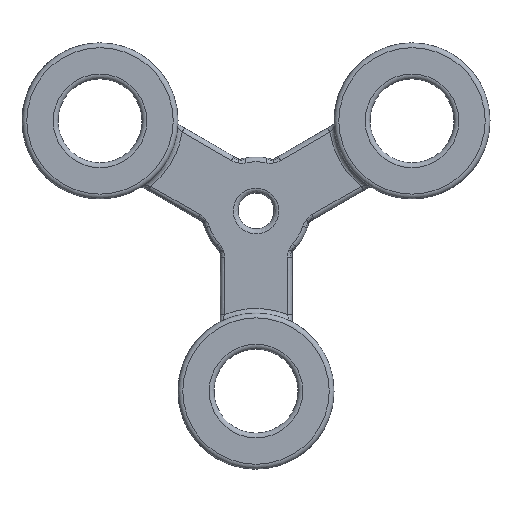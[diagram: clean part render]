
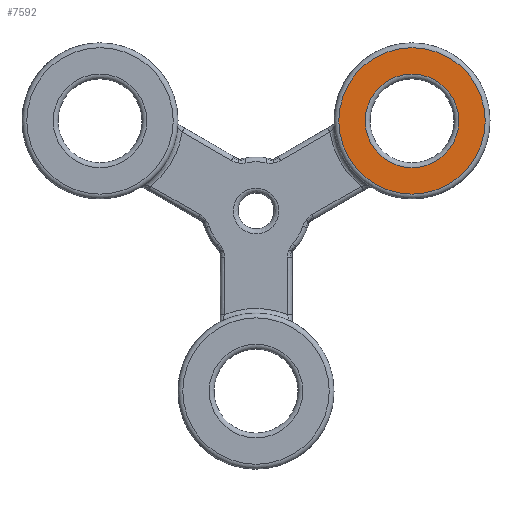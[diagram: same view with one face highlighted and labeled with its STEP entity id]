
A CAD part, front view. The second image highlights one B-rep face of the part: STEP entity #7592.
In plain terms, the highlighted planar face has unit normal (0, -1, 0).
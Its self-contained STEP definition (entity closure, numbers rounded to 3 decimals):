
#7553 = EDGE_CURVE('',#7554,#7554,#7556,.T.);
#7554 = VERTEX_POINT('',#7555);
#7555 = CARTESIAN_POINT('',(13.,0.,-1.95));
#7556 = CIRCLE('',#7557,1.95);
#7557 = AXIS2_PLACEMENT_3D('',#7558,#7559,#7560);
#7558 = CARTESIAN_POINT('',(13.,0.,0.));
#7559 = DIRECTION('',(0.,-1.,0.));
#7560 = DIRECTION('',(0.866,0.,0.5));
#7592 = ADVANCED_FACE('',(#7593,#7604),#7607,.F.);
#7593 = FACE_BOUND('',#7594,.T.);
#7594 = EDGE_LOOP('',(#7595));
#7595 = ORIENTED_EDGE('',*,*,#7596,.F.);
#7596 = EDGE_CURVE('',#7597,#7597,#7599,.T.);
#7597 = VERTEX_POINT('',#7598);
#7598 = CARTESIAN_POINT('',(13.,0.,-3.05));
#7599 = CIRCLE('',#7600,3.05);
#7600 = AXIS2_PLACEMENT_3D('',#7601,#7602,#7603);
#7601 = CARTESIAN_POINT('',(13.,0.,0.));
#7602 = DIRECTION('',(0.,1.,0.));
#7603 = DIRECTION('',(0.538,-0.,0.843));
#7604 = FACE_BOUND('',#7605,.T.);
#7605 = EDGE_LOOP('',(#7606));
#7606 = ORIENTED_EDGE('',*,*,#7553,.F.);
#7607 = PLANE('',#7608);
#7608 = AXIS2_PLACEMENT_3D('',#7609,#7610,#7611);
#7609 = CARTESIAN_POINT('',(2.75,0.,-1.376));
#7610 = DIRECTION('',(0.,1.,0.));
#7611 = DIRECTION('',(1.,0.,0.));
